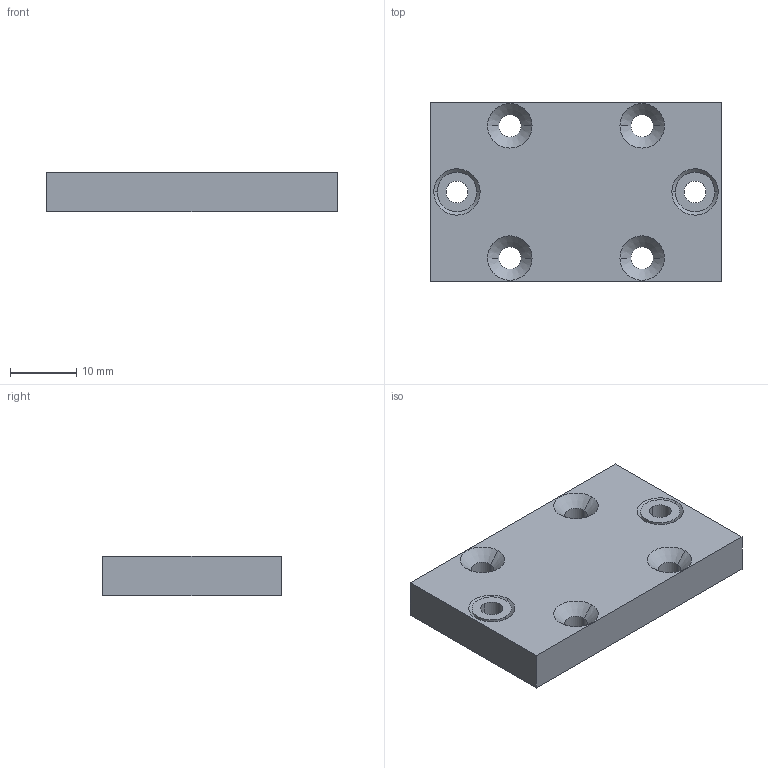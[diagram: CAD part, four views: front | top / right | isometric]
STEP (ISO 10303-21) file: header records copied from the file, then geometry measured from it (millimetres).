
FILE_DESCRIPTION (( 'STEP AP214' ), '1' );
FILE_NAME ('Y Carriage Base Assembled.step', '2019-11-11T12:54:04', ( '' ), ( '' ), 'SwSTEP 2.0', 'SolidWorks 2019', '' );
FILE_SCHEMA (( 'AUTOMOTIVE_DESIGN' ));
Length unit declared in the file: millimetre
Products named in the file (3): Y Carriage Base; Y Carriage Base Assembled; M4x6x6 - Heat Set Insert
Assembly tree (3 placements, depth 2):
  Y Carriage Base Assembled
    Y Carriage Base
    M4x6x6 - Heat Set Insert  x2
Bounding box: 44 x 27 x 6 mm (x, y, z)
Volume: 6773 mm3; surface area: 3912.6 mm2
Topology: 3 solids, 3 shells, 42 faces, 96 edges, 60 vertices
Faces by surface type: cylinder 20, cone 12, plane 10
Entity records: 1204 total; most frequent: DIRECTION 212, CARTESIAN_POINT 178, ORIENTED_EDGE 168, AXIS2_PLACEMENT_3D 86, EDGE_CURVE 84, VERTEX_POINT 52, EDGE_LOOP 50, CIRCLE 44
